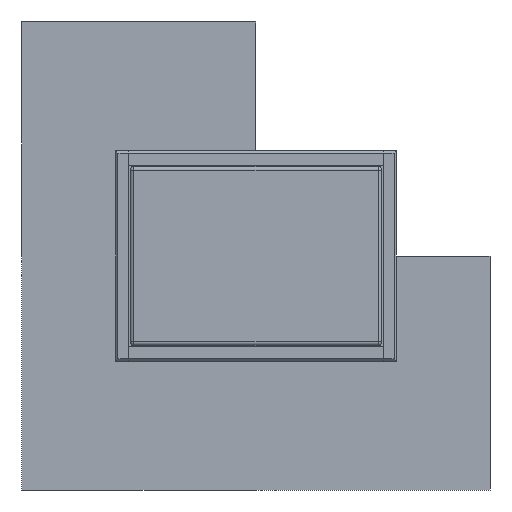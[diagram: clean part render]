
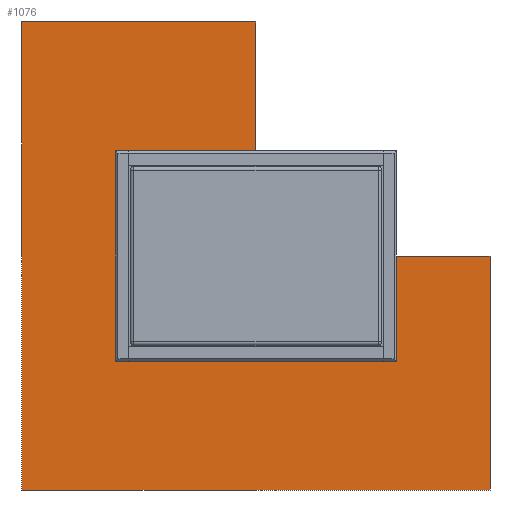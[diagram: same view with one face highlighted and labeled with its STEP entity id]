
A CAD part, front view. The second image highlights one B-rep face of the part: STEP entity #1076.
In plain terms, the highlighted planar face has unit normal (0, -1, 0).
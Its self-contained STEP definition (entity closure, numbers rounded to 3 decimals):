
#1076 = ADVANCED_FACE( '', ( #2209 ), #2210, .F. );
#2209 = FACE_OUTER_BOUND( '', #3628, .T. );
#2210 = PLANE( '', #3629 );
#3628 = EDGE_LOOP( '', ( #6349, #6350, #6351, #6352, #6353, #6354, #6355, #6356, #6357 ) );
#3629 = AXIS2_PLACEMENT_3D( '', #6358, #6359, #6360 );
#6349 = ORIENTED_EDGE( '', *, *, #8909, .T. );
#6350 = ORIENTED_EDGE( '', *, *, #8496, .T. );
#6351 = ORIENTED_EDGE( '', *, *, #7946, .T. );
#6352 = ORIENTED_EDGE( '', *, *, #8910, .T. );
#6353 = ORIENTED_EDGE( '', *, *, #8880, .T. );
#6354 = ORIENTED_EDGE( '', *, *, #8335, .T. );
#6355 = ORIENTED_EDGE( '', *, *, #8911, .T. );
#6356 = ORIENTED_EDGE( '', *, *, #8912, .T. );
#6357 = ORIENTED_EDGE( '', *, *, #8725, .T. );
#6358 = CARTESIAN_POINT( '', ( 0., 0., 0. ) );
#6359 = DIRECTION( '', ( 0., 1., 0. ) );
#6360 = DIRECTION( '', ( 0., 0., 1. ) );
#7946 = EDGE_CURVE( '', #9603, #9604, #9605, .T. );
#8335 = EDGE_CURVE( '', #10279, #10280, #10281, .T. );
#8496 = EDGE_CURVE( '', #10524, #9603, #10525, .T. );
#8725 = EDGE_CURVE( '', #10860, #10861, #10862, .T. );
#8880 = EDGE_CURVE( '', #11069, #10279, #11070, .T. );
#8909 = EDGE_CURVE( '', #10861, #10524, #11105, .T. );
#8910 = EDGE_CURVE( '', #9604, #11069, #11106, .T. );
#8911 = EDGE_CURVE( '', #10280, #11107, #11108, .T. );
#8912 = EDGE_CURVE( '', #11107, #10860, #11109, .T. );
#9603 = VERTEX_POINT( '', #11818 );
#9604 = VERTEX_POINT( '', #11819 );
#9605 = LINE( '', #11820, #11821 );
#10279 = VERTEX_POINT( '', #12772 );
#10280 = VERTEX_POINT( '', #12773 );
#10281 = LINE( '', #12774, #12775 );
#10524 = VERTEX_POINT( '', #13131 );
#10525 = LINE( '', #13132, #13133 );
#10860 = VERTEX_POINT( '', #13620 );
#10861 = VERTEX_POINT( '', #13621 );
#10862 = LINE( '', #13622, #13623 );
#11069 = VERTEX_POINT( '', #13967 );
#11070 = LINE( '', #13968, #13969 );
#11105 = CIRCLE( '', #14022, 8. );
#11106 = LINE( '', #14023, #14024 );
#11107 = VERTEX_POINT( '', #14025 );
#11108 = LINE( '', #14026, #14027 );
#11109 = CIRCLE( '', #14028, 1. );
#11818 = CARTESIAN_POINT( '', ( 0., 0., 20. ) );
#11819 = CARTESIAN_POINT( '', ( -20., 0., 20. ) );
#11820 = CARTESIAN_POINT( '', ( 0., 0., 20. ) );
#11821 = VECTOR( '', #14780, 1000. );
#12772 = CARTESIAN_POINT( '', ( 20., 0., -20. ) );
#12773 = CARTESIAN_POINT( '', ( 20., 0., 0. ) );
#12774 = CARTESIAN_POINT( '', ( 20., 0., -20. ) );
#12775 = VECTOR( '', #15299, 1000. );
#13131 = CARTESIAN_POINT( '', ( 0., 0., 8. ) );
#13132 = CARTESIAN_POINT( '', ( 0., 0., 8. ) );
#13133 = VECTOR( '', #15459, 1000. );
#13620 = CARTESIAN_POINT( '', ( 9.4, 0., 0. ) );
#13621 = CARTESIAN_POINT( '', ( 8., 0., 0. ) );
#13622 = CARTESIAN_POINT( '', ( 9.4, 0., 0. ) );
#13623 = VECTOR( '', #15687, 1000. );
#13967 = CARTESIAN_POINT( '', ( -20., 0., -20. ) );
#13968 = CARTESIAN_POINT( '', ( -20., 0., -20. ) );
#13969 = VECTOR( '', #15804, 1000. );
#14022 = AXIS2_PLACEMENT_3D( '', #15826, #15827, #15828 );
#14023 = CARTESIAN_POINT( '', ( -20., 0., 20. ) );
#14024 = VECTOR( '', #15829, 1000. );
#14025 = CARTESIAN_POINT( '', ( 11.4, 0., 0. ) );
#14026 = CARTESIAN_POINT( '', ( 20., 0., 0. ) );
#14027 = VECTOR( '', #15830, 1000. );
#14028 = AXIS2_PLACEMENT_3D( '', #15831, #15832, #15833 );
#14780 = DIRECTION( '', ( -1., 0., 0. ) );
#15299 = DIRECTION( '', ( 0., 0., 1. ) );
#15459 = DIRECTION( '', ( 0., 0., 1. ) );
#15687 = DIRECTION( '', ( -1., 0., 0. ) );
#15804 = DIRECTION( '', ( 1., 0., 0. ) );
#15826 = CARTESIAN_POINT( '', ( 0., 0., 0. ) );
#15827 = DIRECTION( '', ( 0., 1., 0. ) );
#15828 = DIRECTION( '', ( 1., 0., 0. ) );
#15829 = DIRECTION( '', ( 0., 0., -1. ) );
#15830 = DIRECTION( '', ( -1., 0., 0. ) );
#15831 = CARTESIAN_POINT( '', ( 10.4, 0., 0. ) );
#15832 = DIRECTION( '', ( 0., 1., 0. ) );
#15833 = DIRECTION( '', ( 1., 0., 0. ) );
